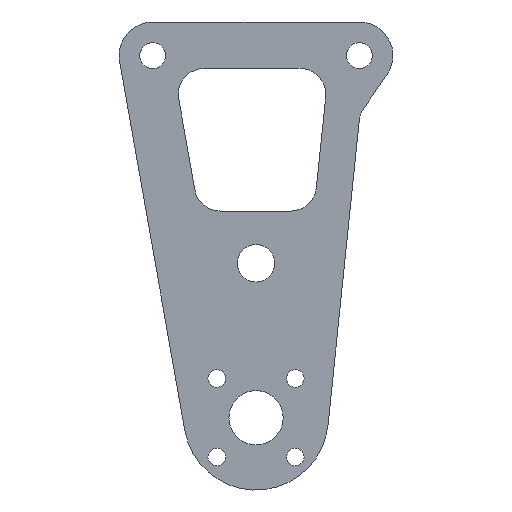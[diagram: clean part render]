
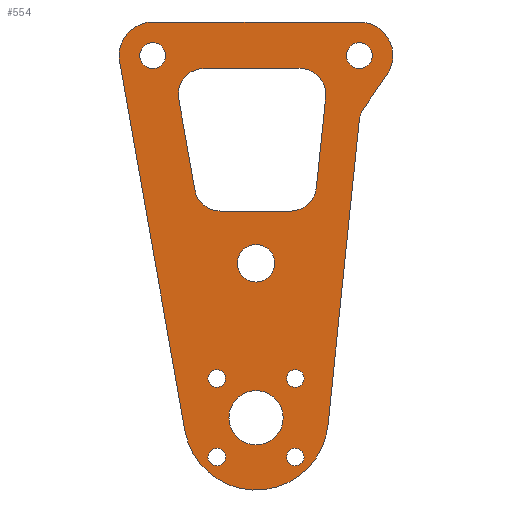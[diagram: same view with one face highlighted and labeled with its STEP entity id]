
A CAD part, front view. The second image highlights one B-rep face of the part: STEP entity #554.
In plain terms, the highlighted planar face has unit normal (0, -1, 0).
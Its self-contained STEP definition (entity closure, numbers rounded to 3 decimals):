
#16=FACE_BOUND('',#101,.T.);
#17=FACE_BOUND('',#102,.T.);
#18=FACE_BOUND('',#103,.T.);
#19=FACE_BOUND('',#104,.T.);
#20=FACE_BOUND('',#105,.T.);
#21=FACE_BOUND('',#106,.T.);
#22=FACE_BOUND('',#107,.T.);
#23=FACE_BOUND('',#108,.T.);
#24=FACE_BOUND('',#109,.T.);
#43=PLANE('',#630);
#71=FACE_OUTER_BOUND('',#100,.T.);
#100=EDGE_LOOP('',(#463,#464,#465,#466,#467,#468,#469,#470));
#101=EDGE_LOOP('',(#471));
#102=EDGE_LOOP('',(#472));
#103=EDGE_LOOP('',(#473));
#104=EDGE_LOOP('',(#474));
#105=EDGE_LOOP('',(#475));
#106=EDGE_LOOP('',(#476,#477,#478,#479,#480,#481,#482,#483));
#107=EDGE_LOOP('',(#484));
#108=EDGE_LOOP('',(#485));
#109=EDGE_LOOP('',(#486));
#126=LINE('',#834,#167);
#130=LINE('',#846,#171);
#134=LINE('',#858,#175);
#138=LINE('',#870,#179);
#148=LINE('',#916,#189);
#152=LINE('',#928,#193);
#156=LINE('',#940,#197);
#160=LINE('',#950,#201);
#167=VECTOR('',#670,10.);
#171=VECTOR('',#682,10.);
#175=VECTOR('',#694,10.);
#179=VECTOR('',#706,10.);
#189=VECTOR('',#758,10.);
#193=VECTOR('',#770,10.);
#197=VECTOR('',#782,10.);
#201=VECTOR('',#794,10.);
#205=CIRCLE('',#576,3.625);
#207=CIRCLE('',#579,2.5);
#209=CIRCLE('',#582,2.5);
#212=CIRCLE('',#587,5.);
#214=CIRCLE('',#591,5.);
#216=CIRCLE('',#595,5.);
#218=CIRCLE('',#599,5.);
#219=CIRCLE('',#601,1.7);
#221=CIRCLE('',#604,1.7);
#223=CIRCLE('',#607,1.7);
#225=CIRCLE('',#610,1.7);
#227=CIRCLE('',#613,5.25);
#229=CIRCLE('',#616,14.);
#231=CIRCLE('',#620,6.5);
#233=CIRCLE('',#624,6.5);
#235=CIRCLE('',#628,3.5);
#239=VERTEX_POINT('',#810);
#241=VERTEX_POINT('',#816);
#243=VERTEX_POINT('',#822);
#247=VERTEX_POINT('',#831);
#248=VERTEX_POINT('',#833);
#250=VERTEX_POINT('',#839);
#252=VERTEX_POINT('',#845);
#254=VERTEX_POINT('',#851);
#256=VERTEX_POINT('',#857);
#258=VERTEX_POINT('',#863);
#260=VERTEX_POINT('',#869);
#261=VERTEX_POINT('',#876);
#263=VERTEX_POINT('',#882);
#265=VERTEX_POINT('',#888);
#267=VERTEX_POINT('',#894);
#269=VERTEX_POINT('',#900);
#272=VERTEX_POINT('',#907);
#273=VERTEX_POINT('',#909);
#275=VERTEX_POINT('',#915);
#277=VERTEX_POINT('',#921);
#279=VERTEX_POINT('',#927);
#281=VERTEX_POINT('',#933);
#283=VERTEX_POINT('',#939);
#285=VERTEX_POINT('',#945);
#290=EDGE_CURVE('',#239,#239,#205,.T.);
#293=EDGE_CURVE('',#241,#241,#207,.T.);
#296=EDGE_CURVE('',#243,#243,#209,.T.);
#301=EDGE_CURVE('',#248,#247,#126,.T.);
#304=EDGE_CURVE('',#250,#248,#212,.T.);
#307=EDGE_CURVE('',#252,#250,#130,.T.);
#310=EDGE_CURVE('',#254,#252,#214,.T.);
#313=EDGE_CURVE('',#256,#254,#134,.T.);
#316=EDGE_CURVE('',#258,#256,#216,.T.);
#319=EDGE_CURVE('',#260,#258,#138,.T.);
#322=EDGE_CURVE('',#247,#260,#218,.T.);
#323=EDGE_CURVE('',#261,#261,#219,.T.);
#326=EDGE_CURVE('',#263,#263,#221,.T.);
#329=EDGE_CURVE('',#265,#265,#223,.T.);
#332=EDGE_CURVE('',#267,#267,#225,.T.);
#335=EDGE_CURVE('',#269,#269,#227,.T.);
#339=EDGE_CURVE('',#273,#272,#229,.T.);
#342=EDGE_CURVE('',#275,#273,#148,.T.);
#345=EDGE_CURVE('',#277,#275,#231,.T.);
#348=EDGE_CURVE('',#279,#277,#152,.T.);
#351=EDGE_CURVE('',#281,#279,#233,.T.);
#354=EDGE_CURVE('',#283,#281,#156,.T.);
#357=EDGE_CURVE('',#285,#283,#235,.T.);
#360=EDGE_CURVE('',#272,#285,#160,.T.);
#463=ORIENTED_EDGE('',*,*,#360,.T.);
#464=ORIENTED_EDGE('',*,*,#357,.T.);
#465=ORIENTED_EDGE('',*,*,#354,.T.);
#466=ORIENTED_EDGE('',*,*,#351,.T.);
#467=ORIENTED_EDGE('',*,*,#348,.T.);
#468=ORIENTED_EDGE('',*,*,#345,.T.);
#469=ORIENTED_EDGE('',*,*,#342,.T.);
#470=ORIENTED_EDGE('',*,*,#339,.T.);
#471=ORIENTED_EDGE('',*,*,#335,.T.);
#472=ORIENTED_EDGE('',*,*,#332,.T.);
#473=ORIENTED_EDGE('',*,*,#329,.T.);
#474=ORIENTED_EDGE('',*,*,#326,.T.);
#475=ORIENTED_EDGE('',*,*,#323,.T.);
#476=ORIENTED_EDGE('',*,*,#322,.T.);
#477=ORIENTED_EDGE('',*,*,#319,.T.);
#478=ORIENTED_EDGE('',*,*,#316,.T.);
#479=ORIENTED_EDGE('',*,*,#313,.T.);
#480=ORIENTED_EDGE('',*,*,#310,.T.);
#481=ORIENTED_EDGE('',*,*,#307,.T.);
#482=ORIENTED_EDGE('',*,*,#304,.T.);
#483=ORIENTED_EDGE('',*,*,#301,.T.);
#484=ORIENTED_EDGE('',*,*,#296,.T.);
#485=ORIENTED_EDGE('',*,*,#293,.T.);
#486=ORIENTED_EDGE('',*,*,#290,.T.);
#554=ADVANCED_FACE('',(#71,#16,#17,#18,#19,#20,#21,#22,#23,#24),#43,.T.);
#576=AXIS2_PLACEMENT_3D('',#811,#647,#648);
#579=AXIS2_PLACEMENT_3D('',#817,#654,#655);
#582=AXIS2_PLACEMENT_3D('',#823,#661,#662);
#587=AXIS2_PLACEMENT_3D('',#840,#676,#677);
#591=AXIS2_PLACEMENT_3D('',#852,#688,#689);
#595=AXIS2_PLACEMENT_3D('',#864,#700,#701);
#599=AXIS2_PLACEMENT_3D('',#874,#712,#713);
#601=AXIS2_PLACEMENT_3D('',#877,#716,#717);
#604=AXIS2_PLACEMENT_3D('',#883,#723,#724);
#607=AXIS2_PLACEMENT_3D('',#889,#730,#731);
#610=AXIS2_PLACEMENT_3D('',#895,#737,#738);
#613=AXIS2_PLACEMENT_3D('',#901,#744,#745);
#616=AXIS2_PLACEMENT_3D('',#910,#752,#753);
#620=AXIS2_PLACEMENT_3D('',#922,#764,#765);
#624=AXIS2_PLACEMENT_3D('',#934,#776,#777);
#628=AXIS2_PLACEMENT_3D('',#946,#788,#789);
#630=AXIS2_PLACEMENT_3D('',#951,#795,#796);
#647=DIRECTION('center_axis',(0.,1.,0.));
#648=DIRECTION('ref_axis',(1.,0.,0.));
#654=DIRECTION('center_axis',(0.,1.,0.));
#655=DIRECTION('ref_axis',(1.,0.,0.));
#661=DIRECTION('center_axis',(0.,1.,0.));
#662=DIRECTION('ref_axis',(1.,0.,0.));
#670=DIRECTION('',(-0.102,0.,-0.995));
#676=DIRECTION('center_axis',(0.,1.,0.));
#677=DIRECTION('ref_axis',(0.995,0.,-0.102));
#682=DIRECTION('',(1.,0.,0.));
#688=DIRECTION('center_axis',(0.,1.,0.));
#689=DIRECTION('ref_axis',(0.,0.,1.));
#694=DIRECTION('',(-0.174,0.,0.985));
#700=DIRECTION('center_axis',(0.,1.,0.));
#701=DIRECTION('ref_axis',(-0.985,0.,-0.174));
#706=DIRECTION('',(-1.,0.,0.));
#712=DIRECTION('center_axis',(0.,1.,0.));
#713=DIRECTION('ref_axis',(0.,0.,-1.));
#716=DIRECTION('center_axis',(0.,1.,0.));
#717=DIRECTION('ref_axis',(1.,0.,0.));
#723=DIRECTION('center_axis',(0.,1.,0.));
#724=DIRECTION('ref_axis',(1.,0.,0.));
#730=DIRECTION('center_axis',(0.,1.,0.));
#731=DIRECTION('ref_axis',(1.,0.,0.));
#737=DIRECTION('center_axis',(0.,1.,0.));
#738=DIRECTION('ref_axis',(1.,0.,0.));
#744=DIRECTION('center_axis',(0.,1.,0.));
#745=DIRECTION('ref_axis',(1.,0.,0.));
#752=DIRECTION('center_axis',(0.,-1.,0.));
#753=DIRECTION('ref_axis',(1.,0.,0.));
#758=DIRECTION('',(0.174,0.,-0.985));
#764=DIRECTION('center_axis',(0.,-1.,0.));
#765=DIRECTION('ref_axis',(0.,0.,1.));
#770=DIRECTION('',(-1.,0.,0.));
#776=DIRECTION('center_axis',(0.,-1.,0.));
#777=DIRECTION('ref_axis',(0.824,0.,-0.567));
#782=DIRECTION('',(0.567,0.,0.824));
#788=DIRECTION('center_axis',(0.,1.,0.));
#789=DIRECTION('ref_axis',(-0.824,0.,0.567));
#794=DIRECTION('',(0.102,0.,0.995));
#795=DIRECTION('center_axis',(0.,-1.,0.));
#796=DIRECTION('ref_axis',(1.,0.,0.));
#810=CARTESIAN_POINT('',(28.375,-4.,-4.6));
#811=CARTESIAN_POINT('Origin',(32.,-4.,-4.6));
#816=CARTESIAN_POINT('',(49.5,-4.,35.6));
#817=CARTESIAN_POINT('Origin',(52.,-4.,35.6));
#822=CARTESIAN_POINT('',(9.5,-4.,35.6));
#823=CARTESIAN_POINT('Origin',(12.,-4.,35.6));
#831=CARTESIAN_POINT('',(43.678,-4.,9.989));
#833=CARTESIAN_POINT('',(45.484,-4.,27.589));
#834=CARTESIAN_POINT('',(45.484,-4.,27.589));
#839=CARTESIAN_POINT('',(40.511,-4.,33.1));
#840=CARTESIAN_POINT('Origin',(40.511,-4.,28.1));
#845=CARTESIAN_POINT('',(21.957,-4.,33.1));
#846=CARTESIAN_POINT('',(21.957,-4.,33.1));
#851=CARTESIAN_POINT('',(17.033,-4.,27.23));
#852=CARTESIAN_POINT('Origin',(21.957,-4.,28.1));
#857=CARTESIAN_POINT('',(20.142,-4.,9.63));
#858=CARTESIAN_POINT('',(20.142,-4.,9.63));
#863=CARTESIAN_POINT('',(25.066,-4.,5.5));
#864=CARTESIAN_POINT('Origin',(25.066,-4.,10.5));
#869=CARTESIAN_POINT('',(38.704,-4.,5.5));
#870=CARTESIAN_POINT('',(38.704,-4.,5.5));
#874=CARTESIAN_POINT('Origin',(38.704,-4.,10.5));
#876=CARTESIAN_POINT('',(37.901,-4.,-26.899));
#877=CARTESIAN_POINT('Origin',(39.601,-4.,-26.899));
#882=CARTESIAN_POINT('',(22.699,-4.,-26.899));
#883=CARTESIAN_POINT('Origin',(24.399,-4.,-26.899));
#888=CARTESIAN_POINT('',(22.699,-4.,-42.101));
#889=CARTESIAN_POINT('Origin',(24.399,-4.,-42.101));
#894=CARTESIAN_POINT('',(37.901,-4.,-42.101));
#895=CARTESIAN_POINT('Origin',(39.601,-4.,-42.101));
#900=CARTESIAN_POINT('',(26.75,-4.,-34.5));
#901=CARTESIAN_POINT('Origin',(32.,-4.,-34.5));
#907=CARTESIAN_POINT('',(45.927,-4.,-35.93));
#909=CARTESIAN_POINT('',(18.213,-4.,-36.936));
#910=CARTESIAN_POINT('Origin',(32.,-4.,-34.5));
#915=CARTESIAN_POINT('',(5.599,-4.,34.469));
#916=CARTESIAN_POINT('',(18.213,-4.,-36.936));
#921=CARTESIAN_POINT('',(12.,-4.,42.1));
#922=CARTESIAN_POINT('Origin',(12.,-4.,35.6));
#927=CARTESIAN_POINT('',(52.,-4.,42.1));
#928=CARTESIAN_POINT('',(12.,-4.,42.1));
#933=CARTESIAN_POINT('',(57.354,-4.,31.914));
#934=CARTESIAN_POINT('Origin',(52.,-4.,35.6));
#939=CARTESIAN_POINT('',(52.617,-4.,25.035));
#940=CARTESIAN_POINT('',(57.354,-4.,31.914));
#945=CARTESIAN_POINT('',(52.018,-4.,23.407));
#946=CARTESIAN_POINT('Origin',(55.5,-4.,23.05));
#950=CARTESIAN_POINT('',(52.018,-4.,23.407));
#951=CARTESIAN_POINT('Origin',(32.,-4.,-0.5));
